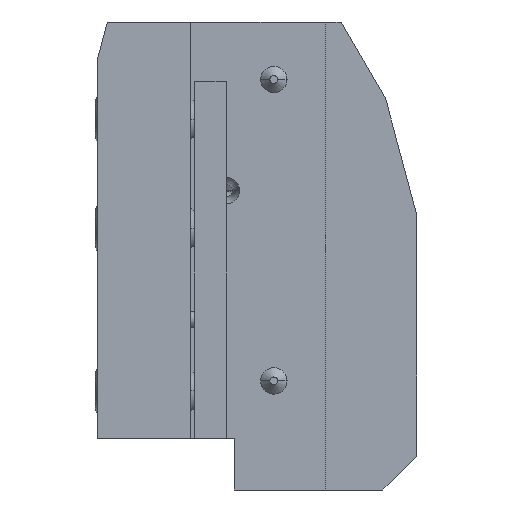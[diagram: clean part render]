
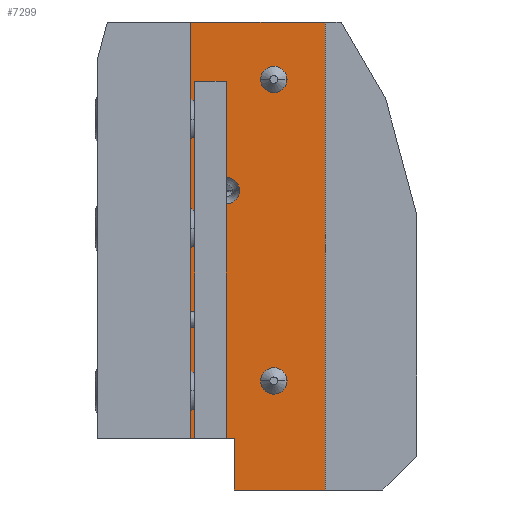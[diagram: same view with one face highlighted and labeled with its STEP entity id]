
A CAD part, left-side view. The second image highlights one B-rep face of the part: STEP entity #7299.
In plain terms, the highlighted planar face has unit normal (-1, 0, 0).
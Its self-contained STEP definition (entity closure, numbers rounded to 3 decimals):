
#178=DIRECTION('',(0.,-1.,0.));
#179=VECTOR('',#178,23.);
#180=CARTESIAN_POINT('',(-22.,-2.,-75.5));
#181=LINE('',#180,#179);
#194=DIRECTION('',(0.,0.,-1.));
#195=VECTOR('',#194,13.);
#196=CARTESIAN_POINT('',(-22.,-2.,-62.5));
#197=LINE('',#196,#195);
#210=DIRECTION('',(0.,1.,0.));
#211=VECTOR('',#210,11.);
#212=CARTESIAN_POINT('',(-22.,-2.,-62.5));
#213=LINE('',#212,#211);
#244=DIRECTION('',(0.,0.,-1.));
#245=VECTOR('',#244,105.);
#246=CARTESIAN_POINT('',(-22.,9.,42.5));
#247=LINE('',#246,#245);
#292=DIRECTION('',(0.,1.,0.));
#293=VECTOR('',#292,34.);
#294=CARTESIAN_POINT('',(-22.,-25.,42.5));
#295=LINE('',#294,#293);
#340=DIRECTION('',(0.,0.,-1.));
#341=VECTOR('',#340,118.);
#342=CARTESIAN_POINT('',(-22.,-25.,42.5));
#343=LINE('',#342,#341);
#344=CARTESIAN_POINT('',(-22.,-12.,28.));
#345=DIRECTION('',(1.,0.,0.));
#346=DIRECTION('',(0.,1.,0.));
#347=AXIS2_PLACEMENT_3D('',#344,#345,#346);
#349=CARTESIAN_POINT('',(-22.,-12.,28.));
#350=DIRECTION('',(1.,0.,0.));
#351=DIRECTION('',(0.,-1.,0.));
#352=AXIS2_PLACEMENT_3D('',#349,#350,#351);
#354=CARTESIAN_POINT('',(-22.,-12.,-48.));
#355=DIRECTION('',(1.,0.,0.));
#356=DIRECTION('',(0.,1.,0.));
#357=AXIS2_PLACEMENT_3D('',#354,#355,#356);
#359=CARTESIAN_POINT('',(-22.,-12.,-48.));
#360=DIRECTION('',(1.,0.,0.));
#361=DIRECTION('',(0.,-1.,0.));
#362=AXIS2_PLACEMENT_3D('',#359,#360,#361);
#364=CARTESIAN_POINT('',(-22.,0.,0.));
#365=DIRECTION('',(1.,0.,0.));
#366=DIRECTION('',(0.,-1.,0.));
#367=AXIS2_PLACEMENT_3D('',#364,#365,#366);
#369=CARTESIAN_POINT('',(-22.,0.,0.));
#370=DIRECTION('',(1.,0.,0.));
#371=DIRECTION('',(0.,1.,0.));
#372=AXIS2_PLACEMENT_3D('',#369,#370,#371);
#6242=CARTESIAN_POINT('',(-22.,-2.,-62.5));
#6243=CARTESIAN_POINT('',(-22.,9.,-62.5));
#6244=VERTEX_POINT('',#6242);
#6245=VERTEX_POINT('',#6243);
#6246=CARTESIAN_POINT('',(-22.,-2.,-75.5));
#6247=VERTEX_POINT('',#6246);
#6248=CARTESIAN_POINT('',(-22.,-25.,-75.5));
#6249=VERTEX_POINT('',#6248);
#6250=CARTESIAN_POINT('',(-22.,-25.,42.5));
#6251=VERTEX_POINT('',#6250);
#6252=CARTESIAN_POINT('',(-22.,9.,42.5));
#6253=VERTEX_POINT('',#6252);
#6270=CARTESIAN_POINT('',(-22.,-8.675,28.));
#6271=CARTESIAN_POINT('',(-22.,-15.325,28.));
#6272=VERTEX_POINT('',#6270);
#6273=VERTEX_POINT('',#6271);
#6278=CARTESIAN_POINT('',(-22.,-8.675,-48.));
#6279=CARTESIAN_POINT('',(-22.,-15.325,-48.));
#6280=VERTEX_POINT('',#6278);
#6281=VERTEX_POINT('',#6279);
#6319=CARTESIAN_POINT('',(-22.,-3.35,0.));
#6320=CARTESIAN_POINT('',(-22.,3.35,0.));
#6321=VERTEX_POINT('',#6319);
#6322=VERTEX_POINT('',#6320);
#7268=CARTESIAN_POINT('',(-22.,-25.,42.5));
#7269=DIRECTION('',(1.,0.,0.));
#7270=DIRECTION('',(0.,1.,0.));
#7271=AXIS2_PLACEMENT_3D('',#7268,#7269,#7270);
#7272=PLANE('',#7271);
#7273=ORIENTED_EDGE('',*,*,#7034,.T.);
#7274=ORIENTED_EDGE('',*,*,#7094,.F.);
#7275=ORIENTED_EDGE('',*,*,#7143,.F.);
#7276=ORIENTED_EDGE('',*,*,#7177,.T.);
#7277=ORIENTED_EDGE('',*,*,#6975,.F.);
#7278=ORIENTED_EDGE('',*,*,#7005,.F.);
#7279=EDGE_LOOP('',(#7273,#7274,#7275,#7276,#7277,#7278));
#7280=FACE_OUTER_BOUND('',#7279,.F.);
#7282=ORIENTED_EDGE('',*,*,#7281,.F.);
#7284=ORIENTED_EDGE('',*,*,#7283,.F.);
#7285=EDGE_LOOP('',(#7282,#7284));
#7286=FACE_BOUND('',#7285,.F.);
#7288=ORIENTED_EDGE('',*,*,#7287,.F.);
#7290=ORIENTED_EDGE('',*,*,#7289,.F.);
#7291=EDGE_LOOP('',(#7288,#7290));
#7292=FACE_BOUND('',#7291,.F.);
#7294=ORIENTED_EDGE('',*,*,#7293,.F.);
#7296=ORIENTED_EDGE('',*,*,#7295,.F.);
#7297=EDGE_LOOP('',(#7294,#7296));
#7298=FACE_BOUND('',#7297,.F.);
#7299=ADVANCED_FACE('',(#7280,#7286,#7292,#7298),#7272,.F.);
#348=CIRCLE('',#347,3.325);
#353=CIRCLE('',#352,3.325);
#358=CIRCLE('',#357,3.325);
#363=CIRCLE('',#362,3.325);
#368=CIRCLE('',#367,3.35);
#373=CIRCLE('',#372,3.35);
#6975=EDGE_CURVE('',#6247,#6249,#181,.T.);
#7005=EDGE_CURVE('',#6244,#6247,#197,.T.);
#7034=EDGE_CURVE('',#6244,#6245,#213,.T.);
#7094=EDGE_CURVE('',#6253,#6245,#247,.T.);
#7143=EDGE_CURVE('',#6251,#6253,#295,.T.);
#7177=EDGE_CURVE('',#6251,#6249,#343,.T.);
#7281=EDGE_CURVE('',#6272,#6273,#348,.T.);
#7283=EDGE_CURVE('',#6273,#6272,#353,.T.);
#7287=EDGE_CURVE('',#6280,#6281,#358,.T.);
#7289=EDGE_CURVE('',#6281,#6280,#363,.T.);
#7293=EDGE_CURVE('',#6321,#6322,#368,.T.);
#7295=EDGE_CURVE('',#6322,#6321,#373,.T.);
